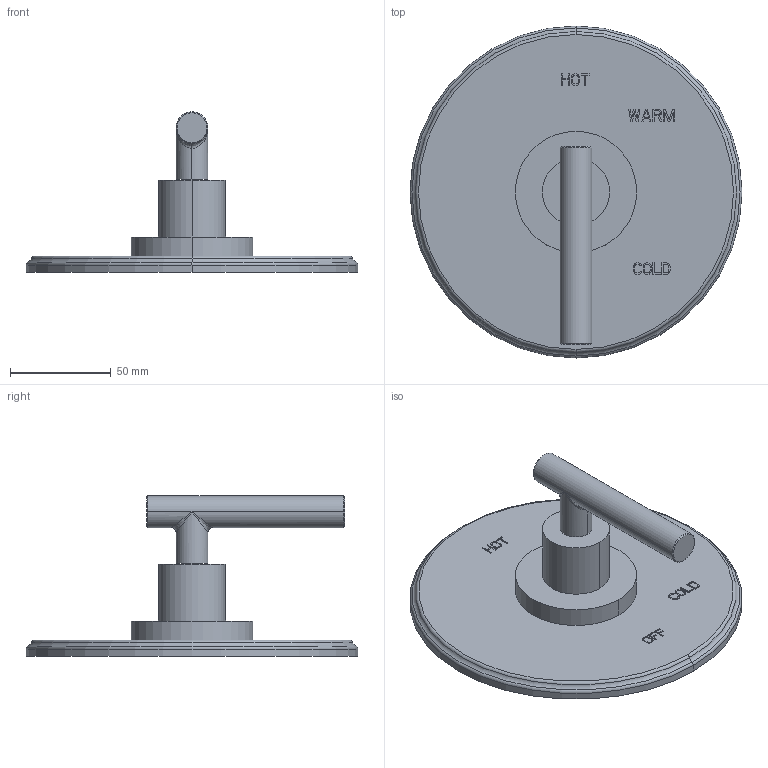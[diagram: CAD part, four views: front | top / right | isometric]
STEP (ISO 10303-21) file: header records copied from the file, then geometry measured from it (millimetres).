
FILE_DESCRIPTION((''),'2;1');
FILE_NAME('4-994LBP','2021-06-02T14:23:13',('jinson.thomas'),(''),'CREO PARAMETRIC BY PTC INC, 2018400','CREO PARAMETRIC BY PTC INC, 2018400','');
FILE_SCHEMA(('CONFIG_CONTROL_DESIGN'));
Length unit declared in the file: inch
Products named in the file (1): 4-994LBP
Bounding box: 165.1 x 165.1 x 79.72 mm (x, y, z)
Volume: 241318.4 mm3; surface area: 56699.4 mm2
Topology: 1 solids, 1 shells, 361 faces, 987 edges, 652 vertices
Faces by surface type: plane 334, cylinder 13, torus 6, bspline 4, cone 4
Entity records: 11598 total; most frequent: CARTESIAN_POINT 2393, ORIENTED_EDGE 1974, DIRECTION 1733, EDGE_CURVE 987, VECTOR 939, LINE 939, VERTEX_POINT 652, AXIS2_PLACEMENT_3D 397
